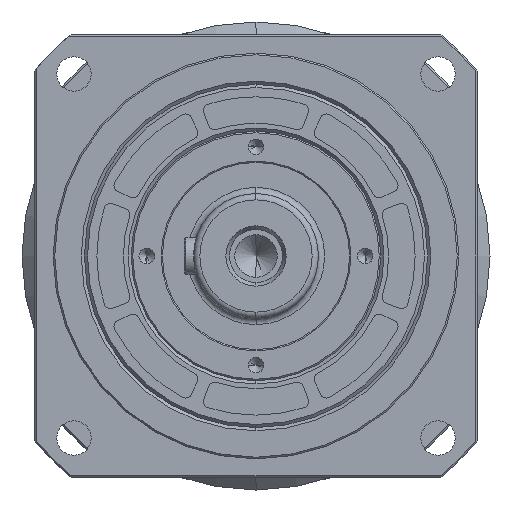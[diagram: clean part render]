
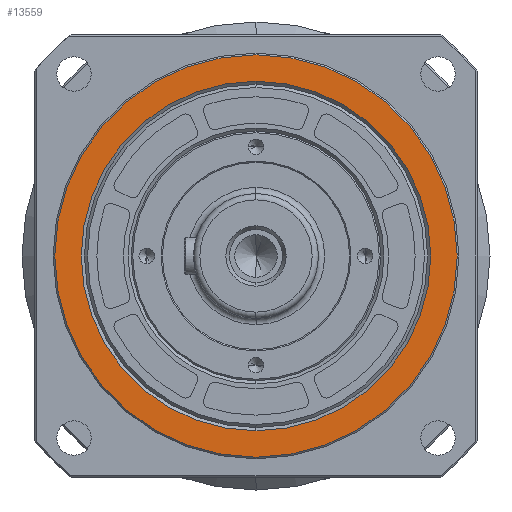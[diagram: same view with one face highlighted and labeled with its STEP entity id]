
A CAD part, left-side view. The second image highlights one B-rep face of the part: STEP entity #13559.
In plain terms, the highlighted planar face has unit normal (-1, 0, 0).
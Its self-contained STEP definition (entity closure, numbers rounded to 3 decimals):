
#1053 = CARTESIAN_POINT ( 'NONE',  ( 0., 56., 0. ) ) ;
#1401 = CARTESIAN_POINT ( 'NONE',  ( 0., 0., 56. ) ) ;
#2147 = ORIENTED_EDGE ( 'NONE', *, *, #15233, .T. ) ;
#2453 = AXIS2_PLACEMENT_3D ( 'NONE', #18402, #8009, #20142 ) ;
#2716 = PLANE ( 'NONE',  #6636 ) ;
#2794 = DIRECTION ( 'NONE',  ( 0., 0., -1. ) ) ;
#2853 = EDGE_CURVE ( 'NONE', #22085, #5062, #4245, .T. ) ;
#2954 = AXIS2_PLACEMENT_3D ( 'NONE', #19449, #9064, #21254 ) ;
#4245 = CIRCLE ( 'NONE', #7444, 56. ) ;
#4421 = CIRCLE ( 'NONE', #15589, 64.5 ) ;
#4797 = ORIENTED_EDGE ( 'NONE', *, *, #6984, .T. ) ;
#5062 = VERTEX_POINT ( 'NONE', #18477 ) ;
#6636 = AXIS2_PLACEMENT_3D ( 'NONE', #1053, #13257, #2794 ) ;
#6660 = CIRCLE ( 'NONE', #2954, 56. ) ;
#6867 = ORIENTED_EDGE ( 'NONE', *, *, #16615, .F. ) ;
#6984 = EDGE_CURVE ( 'NONE', #7048, #22227, #4421, .T. ) ;
#7048 = VERTEX_POINT ( 'NONE', #9845 ) ;
#7444 = AXIS2_PLACEMENT_3D ( 'NONE', #12929, #12854, #12630 ) ;
#8009 = DIRECTION ( 'NONE',  ( -1., 0., 0. ) ) ;
#8017 = DIRECTION ( 'NONE',  ( 0., 0., -1. ) ) ;
#8166 = FACE_BOUND ( 'NONE', #15397, .T. ) ;
#8672 = CARTESIAN_POINT ( 'NONE',  ( 0., 0., 64.5 ) ) ;
#8718 = FACE_OUTER_BOUND ( 'NONE', #21851, .T. ) ;
#9064 = DIRECTION ( 'NONE',  ( -1., 0., 0. ) ) ;
#9845 = CARTESIAN_POINT ( 'NONE',  ( 0., 0., -64.5 ) ) ;
#10133 = DIRECTION ( 'NONE',  ( -1., 0., 0. ) ) ;
#11323 = CIRCLE ( 'NONE', #2453, 64.5 ) ;
#12630 = DIRECTION ( 'NONE',  ( 0., 0., 1. ) ) ;
#12854 = DIRECTION ( 'NONE',  ( -1., 0., 0. ) ) ;
#12929 = CARTESIAN_POINT ( 'NONE',  ( 0., 0., 0. ) ) ;
#13257 = DIRECTION ( 'NONE',  ( 1., 0., 0. ) ) ;
#13559 = ADVANCED_FACE ( 'NONE', ( #8718, #8166 ), #2716, .F. ) ;
#14139 = CARTESIAN_POINT ( 'NONE',  ( 0., 0., 0. ) ) ;
#14418 = ORIENTED_EDGE ( 'NONE', *, *, #2853, .F. ) ;
#15233 = EDGE_CURVE ( 'NONE', #22227, #7048, #11323, .T. ) ;
#15397 = EDGE_LOOP ( 'NONE', ( #14418, #6867 ) ) ;
#15589 = AXIS2_PLACEMENT_3D ( 'NONE', #14139, #10133, #8017 ) ;
#16615 = EDGE_CURVE ( 'NONE', #5062, #22085, #6660, .T. ) ;
#18402 = CARTESIAN_POINT ( 'NONE',  ( 0., 0., 0. ) ) ;
#18477 = CARTESIAN_POINT ( 'NONE',  ( 0., 0., -56. ) ) ;
#19449 = CARTESIAN_POINT ( 'NONE',  ( 0., 0., 0. ) ) ;
#20142 = DIRECTION ( 'NONE',  ( 0., 0., -1. ) ) ;
#21254 = DIRECTION ( 'NONE',  ( 0., 0., 1. ) ) ;
#21851 = EDGE_LOOP ( 'NONE', ( #4797, #2147 ) ) ;
#22085 = VERTEX_POINT ( 'NONE', #1401 ) ;
#22227 = VERTEX_POINT ( 'NONE', #8672 ) ;
